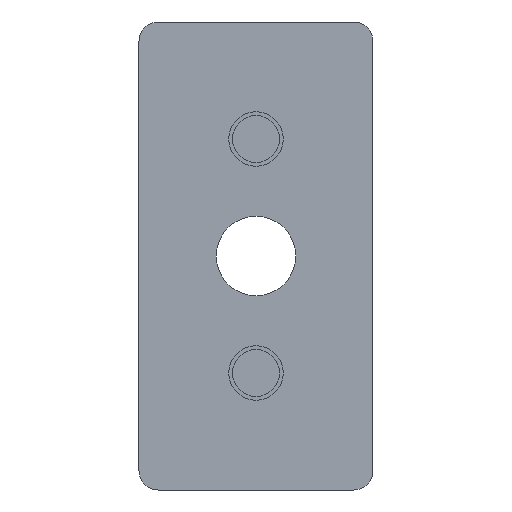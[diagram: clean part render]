
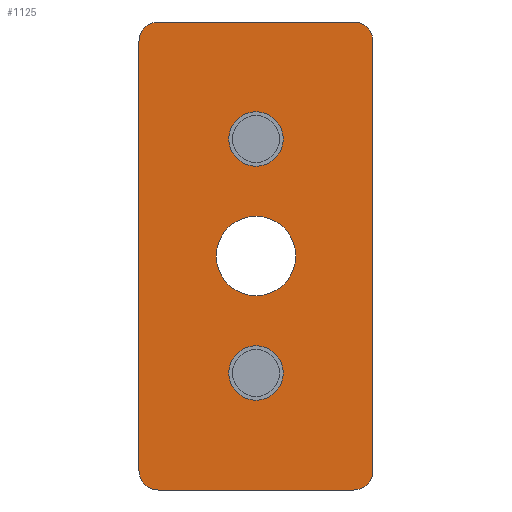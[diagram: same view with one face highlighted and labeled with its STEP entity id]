
A CAD part, front view. The second image highlights one B-rep face of the part: STEP entity #1125.
In plain terms, the highlighted planar face has unit normal (0, -1, 0).
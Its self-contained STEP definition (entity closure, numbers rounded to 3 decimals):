
#29 = CARTESIAN_POINT ( 'NONE',  ( -15., 0., 0. ) ) ;
#37 = VERTEX_POINT ( 'NONE', #297 ) ;
#47 = CARTESIAN_POINT ( 'NONE',  ( 0., 0., 0. ) ) ;
#72 = EDGE_CURVE ( 'NONE', #865, #1651, #1153, .T. ) ;
#131 = EDGE_LOOP ( 'NONE', ( #1488, #416 ) ) ;
#164 = CIRCLE ( 'NONE', #1250, 2.5 ) ;
#171 = AXIS2_PLACEMENT_3D ( 'NONE', #652, #1666, #376 ) ;
#175 = CARTESIAN_POINT ( 'NONE',  ( 15., 0., -27.5 ) ) ;
#185 = DIRECTION ( 'NONE',  ( 0., 1., 0. ) ) ;
#186 = CARTESIAN_POINT ( 'NONE',  ( 0., 0., 15. ) ) ;
#190 = AXIS2_PLACEMENT_3D ( 'NONE', #846, #185, #1184 ) ;
#191 = DIRECTION ( 'NONE',  ( 0., -1., 0. ) ) ;
#194 = DIRECTION ( 'NONE',  ( 0., -1., 0. ) ) ;
#234 = CARTESIAN_POINT ( 'NONE',  ( -12.5, 0., -27.5 ) ) ;
#237 = CARTESIAN_POINT ( 'NONE',  ( 0., 0., -15. ) ) ;
#275 = CARTESIAN_POINT ( 'NONE',  ( 12.5, 0., 27.5 ) ) ;
#280 = ORIENTED_EDGE ( 'NONE', *, *, #1017, .F. ) ;
#284 = CARTESIAN_POINT ( 'NONE',  ( -12.5, 0., 30. ) ) ;
#290 = CIRCLE ( 'NONE', #545, 3.5 ) ;
#291 = LINE ( 'NONE', #29, #806 ) ;
#293 = DIRECTION ( 'NONE',  ( 0., 0., 1. ) ) ;
#297 = CARTESIAN_POINT ( 'NONE',  ( 0., 0., -11.5 ) ) ;
#312 = VECTOR ( 'NONE', #1454, 1000. ) ;
#318 = PLANE ( 'NONE',  #1425 ) ;
#364 = EDGE_CURVE ( 'NONE', #1787, #769, #1754, .T. ) ;
#376 = DIRECTION ( 'NONE',  ( 0., 0., -1. ) ) ;
#377 = FACE_BOUND ( 'NONE', #512, .T. ) ;
#416 = ORIENTED_EDGE ( 'NONE', *, *, #986, .F. ) ;
#447 = CARTESIAN_POINT ( 'NONE',  ( 0., 0., -30. ) ) ;
#466 = DIRECTION ( 'NONE',  ( 0., 1., 0. ) ) ;
#483 = EDGE_LOOP ( 'NONE', ( #1115, #1836 ) ) ;
#512 = EDGE_LOOP ( 'NONE', ( #1342, #749 ) ) ;
#513 = VERTEX_POINT ( 'NONE', #960 ) ;
#518 = AXIS2_PLACEMENT_3D ( 'NONE', #186, #194, #897 ) ;
#536 = DIRECTION ( 'NONE',  ( 0., 1., 0. ) ) ;
#545 = AXIS2_PLACEMENT_3D ( 'NONE', #237, #664, #780 ) ;
#553 = VERTEX_POINT ( 'NONE', #1104 ) ;
#568 = DIRECTION ( 'NONE',  ( 0., 0., 1. ) ) ;
#619 = DIRECTION ( 'NONE',  ( 0., 0., 1. ) ) ;
#633 = ORIENTED_EDGE ( 'NONE', *, *, #1030, .F. ) ;
#635 = VERTEX_POINT ( 'NONE', #284 ) ;
#652 = CARTESIAN_POINT ( 'NONE',  ( 0., 0., 0. ) ) ;
#657 = CIRCLE ( 'NONE', #1112, 2.5 ) ;
#664 = DIRECTION ( 'NONE',  ( 0., -1., 0. ) ) ;
#683 = DIRECTION ( 'NONE',  ( 0., -1., 0. ) ) ;
#687 = FACE_BOUND ( 'NONE', #483, .T. ) ;
#710 = VECTOR ( 'NONE', #1668, 1000. ) ;
#717 = LINE ( 'NONE', #447, #312 ) ;
#718 = CARTESIAN_POINT ( 'NONE',  ( -12.5, 0., 27.5 ) ) ;
#749 = ORIENTED_EDGE ( 'NONE', *, *, #1786, .F. ) ;
#769 = VERTEX_POINT ( 'NONE', #1679 ) ;
#780 = DIRECTION ( 'NONE',  ( 0., 0., -1. ) ) ;
#806 = VECTOR ( 'NONE', #1151, 1000. ) ;
#832 = EDGE_CURVE ( 'NONE', #553, #1516, #1798, .T. ) ;
#846 = CARTESIAN_POINT ( 'NONE',  ( 12.5, 0., -27.5 ) ) ;
#847 = DIRECTION ( 'NONE',  ( 0., 0., -1. ) ) ;
#865 = VERTEX_POINT ( 'NONE', #1529 ) ;
#882 = EDGE_CURVE ( 'NONE', #1137, #1601, #1775, .T. ) ;
#883 = CARTESIAN_POINT ( 'NONE',  ( 0., 0., 0. ) ) ;
#897 = DIRECTION ( 'NONE',  ( 0., 0., -1. ) ) ;
#937 = CARTESIAN_POINT ( 'NONE',  ( 0., 0., 30. ) ) ;
#938 = DIRECTION ( 'NONE',  ( 0., 0., 1. ) ) ;
#960 = CARTESIAN_POINT ( 'NONE',  ( 0., 0., -18.5 ) ) ;
#973 = EDGE_CURVE ( 'NONE', #1714, #1298, #164, .T. ) ;
#986 = EDGE_CURVE ( 'NONE', #37, #513, #1058, .T. ) ;
#1017 = EDGE_CURVE ( 'NONE', #769, #1137, #717, .T. ) ;
#1030 = EDGE_CURVE ( 'NONE', #1601, #1555, #291, .T. ) ;
#1033 = AXIS2_PLACEMENT_3D ( 'NONE', #1709, #683, #847 ) ;
#1054 = FACE_OUTER_BOUND ( 'NONE', #1838, .T. ) ;
#1058 = CIRCLE ( 'NONE', #1033, 3.5 ) ;
#1078 = VECTOR ( 'NONE', #1501, 1000. ) ;
#1097 = AXIS2_PLACEMENT_3D ( 'NONE', #234, #536, #938 ) ;
#1101 = LINE ( 'NONE', #937, #710 ) ;
#1104 = CARTESIAN_POINT ( 'NONE',  ( 0., 0., -5.1 ) ) ;
#1112 = AXIS2_PLACEMENT_3D ( 'NONE', #718, #1724, #293 ) ;
#1115 = ORIENTED_EDGE ( 'NONE', *, *, #1128, .F. ) ;
#1125 = ADVANCED_FACE ( 'NONE', ( #687, #1525, #377, #1054 ), #318, .F. ) ;
#1128 = EDGE_CURVE ( 'NONE', #1651, #865, #1821, .T. ) ;
#1137 = VERTEX_POINT ( 'NONE', #1208 ) ;
#1151 = DIRECTION ( 'NONE',  ( 0., 0., 1. ) ) ;
#1153 = CIRCLE ( 'NONE', #518, 3.5 ) ;
#1177 = DIRECTION ( 'NONE',  ( 0., -1., 0. ) ) ;
#1182 = ORIENTED_EDGE ( 'NONE', *, *, #882, .F. ) ;
#1184 = DIRECTION ( 'NONE',  ( 0., 0., 1. ) ) ;
#1208 = CARTESIAN_POINT ( 'NONE',  ( -12.5, 0., -30. ) ) ;
#1240 = CARTESIAN_POINT ( 'NONE',  ( -15., 0., 27.5 ) ) ;
#1250 = AXIS2_PLACEMENT_3D ( 'NONE', #275, #1557, #568 ) ;
#1266 = ORIENTED_EDGE ( 'NONE', *, *, #1321, .F. ) ;
#1274 = CARTESIAN_POINT ( 'NONE',  ( 0., 0., 11.5 ) ) ;
#1298 = VERTEX_POINT ( 'NONE', #1613 ) ;
#1320 = CARTESIAN_POINT ( 'NONE',  ( 12.5, 0., 30. ) ) ;
#1321 = EDGE_CURVE ( 'NONE', #635, #1714, #1101, .T. ) ;
#1332 = EDGE_CURVE ( 'NONE', #1298, #1787, #1747, .T. ) ;
#1342 = ORIENTED_EDGE ( 'NONE', *, *, #832, .F. ) ;
#1356 = EDGE_CURVE ( 'NONE', #513, #37, #290, .T. ) ;
#1381 = CARTESIAN_POINT ( 'NONE',  ( 15., 0., 0. ) ) ;
#1387 = AXIS2_PLACEMENT_3D ( 'NONE', #1470, #191, #1602 ) ;
#1395 = CARTESIAN_POINT ( 'NONE',  ( -15., 0., -27.5 ) ) ;
#1425 = AXIS2_PLACEMENT_3D ( 'NONE', #47, #466, #619 ) ;
#1453 = ORIENTED_EDGE ( 'NONE', *, *, #973, .F. ) ;
#1454 = DIRECTION ( 'NONE',  ( -1., 0., 0. ) ) ;
#1470 = CARTESIAN_POINT ( 'NONE',  ( 0., 0., 15. ) ) ;
#1488 = ORIENTED_EDGE ( 'NONE', *, *, #1356, .F. ) ;
#1491 = ORIENTED_EDGE ( 'NONE', *, *, #364, .F. ) ;
#1501 = DIRECTION ( 'NONE',  ( 0., 0., -1. ) ) ;
#1516 = VERTEX_POINT ( 'NONE', #1830 ) ;
#1525 = FACE_BOUND ( 'NONE', #131, .T. ) ;
#1529 = CARTESIAN_POINT ( 'NONE',  ( 0., 0., 18.5 ) ) ;
#1555 = VERTEX_POINT ( 'NONE', #1240 ) ;
#1556 = CIRCLE ( 'NONE', #1745, 5.1 ) ;
#1557 = DIRECTION ( 'NONE',  ( 0., 1., 0. ) ) ;
#1585 = ORIENTED_EDGE ( 'NONE', *, *, #1825, .F. ) ;
#1601 = VERTEX_POINT ( 'NONE', #1395 ) ;
#1602 = DIRECTION ( 'NONE',  ( 0., 0., -1. ) ) ;
#1605 = DIRECTION ( 'NONE',  ( 0., 0., -1. ) ) ;
#1613 = CARTESIAN_POINT ( 'NONE',  ( 15., 0., 27.5 ) ) ;
#1649 = ORIENTED_EDGE ( 'NONE', *, *, #1332, .F. ) ;
#1651 = VERTEX_POINT ( 'NONE', #1274 ) ;
#1666 = DIRECTION ( 'NONE',  ( 0., -1., 0. ) ) ;
#1668 = DIRECTION ( 'NONE',  ( 1., 0., 0. ) ) ;
#1679 = CARTESIAN_POINT ( 'NONE',  ( 12.5, 0., -30. ) ) ;
#1709 = CARTESIAN_POINT ( 'NONE',  ( 0., 0., -15. ) ) ;
#1714 = VERTEX_POINT ( 'NONE', #1320 ) ;
#1724 = DIRECTION ( 'NONE',  ( 0., 1., 0. ) ) ;
#1745 = AXIS2_PLACEMENT_3D ( 'NONE', #883, #1177, #1605 ) ;
#1747 = LINE ( 'NONE', #1381, #1078 ) ;
#1754 = CIRCLE ( 'NONE', #190, 2.5 ) ;
#1775 = CIRCLE ( 'NONE', #1097, 2.5 ) ;
#1786 = EDGE_CURVE ( 'NONE', #1516, #553, #1556, .T. ) ;
#1787 = VERTEX_POINT ( 'NONE', #175 ) ;
#1798 = CIRCLE ( 'NONE', #171, 5.1 ) ;
#1821 = CIRCLE ( 'NONE', #1387, 3.5 ) ;
#1825 = EDGE_CURVE ( 'NONE', #1555, #635, #657, .T. ) ;
#1830 = CARTESIAN_POINT ( 'NONE',  ( 0., 0., 5.1 ) ) ;
#1836 = ORIENTED_EDGE ( 'NONE', *, *, #72, .F. ) ;
#1838 = EDGE_LOOP ( 'NONE', ( #1182, #280, #1491, #1649, #1453, #1266, #1585, #633 ) ) ;
